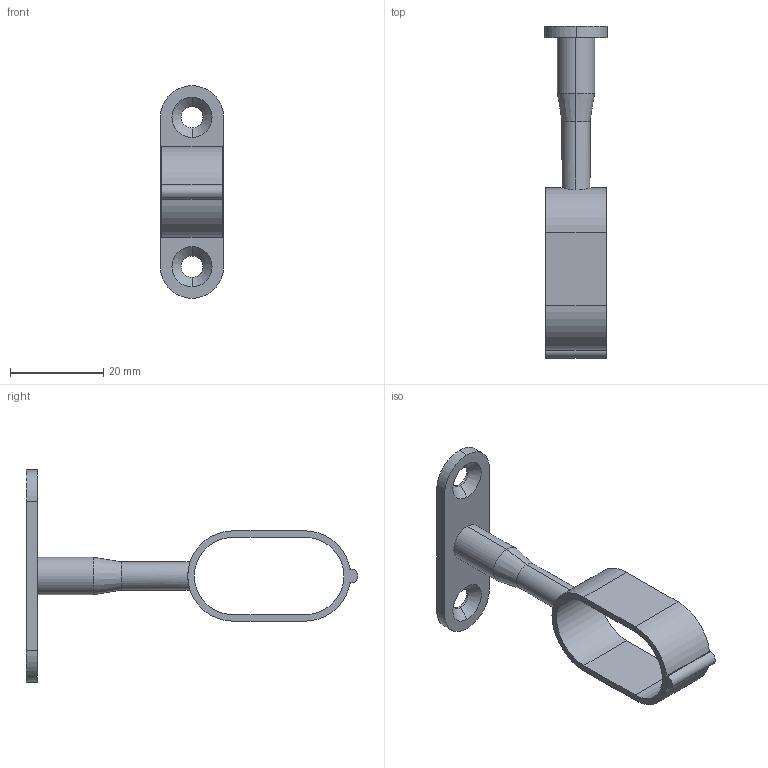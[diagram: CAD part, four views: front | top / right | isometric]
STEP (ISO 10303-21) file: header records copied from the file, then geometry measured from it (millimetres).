
FILE_DESCRIPTION (( 'STEP AP214' ), '1' );
FILE_NAME ('F001125_3D.step', '2022-11-21T18:09:53', ( '' ), ( '' ), 'SwSTEP 2.0', 'SolidWorks 2020', '' );
FILE_SCHEMA (( 'AUTOMOTIVE_DESIGN' ));
Length unit declared in the file: millimetre
Products named in the file (1): F001125_3D
Bounding box: 13.5 x 71 x 45.5 mm (x, y, z)
Volume: 4105.5 mm3; surface area: 4562.1 mm2
Topology: 1 solids, 1 shells, 35 faces, 85 edges, 54 vertices
Faces by surface type: cylinder 19, plane 10, cone 6
Entity records: 1139 total; most frequent: CARTESIAN_POINT 237, DIRECTION 195, ORIENTED_EDGE 170, EDGE_CURVE 85, AXIS2_PLACEMENT_3D 76, VERTEX_POINT 54, EDGE_LOOP 43, LINE 43
